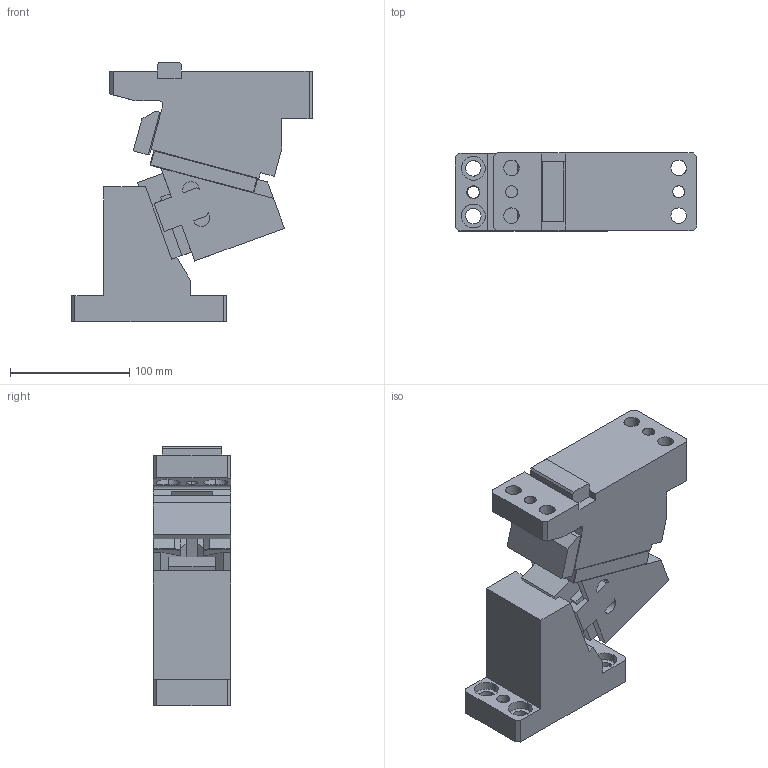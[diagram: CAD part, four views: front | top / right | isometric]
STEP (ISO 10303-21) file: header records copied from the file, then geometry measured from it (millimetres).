
FILE_DESCRIPTION(('CATIA V5 STEP Exchange'),'2;1');
FILE_NAME('CACC_65_70.stp','2015-04-21T10:38:17+00:00',('none'),('none'),'CATIA Version 5 Release 19 SP 2 (IN-10)','CATIA V5 STEP AP203','none');
FILE_SCHEMA(('CONFIG_CONTROL_DESIGN'));
Length unit declared in the file: millimetre
Products named in the file (1): CACC_65_70
Bounding box: 202 x 65 x 217.5 mm (x, y, z)
Volume: 1472245.2 mm3; surface area: 178578.3 mm2
Topology: 3 solids, 6 shells, 282 faces, 775 edges, 511 vertices
Faces by surface type: plane 202, cylinder 76, cone 4
Entity records: 10301 total; most frequent: CARTESIAN_POINT 3459, ORIENTED_EDGE 1542, DIRECTION 1133, EDGE_CURVE 771, VECTOR 606, LINE 606, VERTEX_POINT 511, EDGE_LOOP 320
